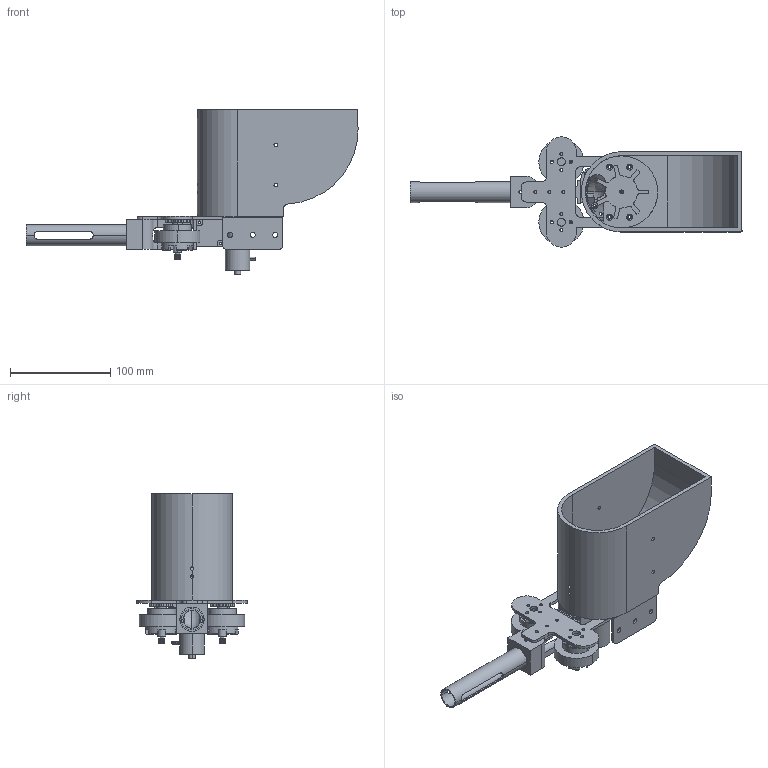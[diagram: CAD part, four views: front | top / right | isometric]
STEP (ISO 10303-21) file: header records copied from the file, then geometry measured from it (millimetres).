
FILE_DESCRIPTION (( 'STEP AP203' ), '1' );
FILE_NAME ('17mm楷扞儂凳蚾饜极.STEP', '2017-11-14T01:14:39', ( 'User' ), ( 'china' ), 'SwSTEP 2.0', 'SolidWorks 2016', '' );
FILE_SCHEMA (( 'CONFIG_CONTROL_DESIGN' ));
Length unit declared in the file: millimetre
Products named in the file (15): 藻笠謫; 絳奪; 茈芛揤粟; 俔⑻絳奪酘_2; 畢粟萇儂1; 弯曲导管右_默认镜向2; 畢謫17_3; 陔唳粟標ㄗ湮ㄘ; 17mm楷扞儂凳蚾饜极; 綜陳笢F450萇儂奻172016; 侯朝中步兵无刷电机底座2016; 侯朝中F450电机外圈2016_2212; 楷扞儂凳假蚾啣; 2312拸芃2016; 絳寢_3
Assembly tree (16 placements, depth 3):
  17mm楷扞儂凳蚾饜极
    楷扞儂凳假蚾啣
    絳寢_3
    絳奪
    俔⑻絳奪酘_2
    弯曲导管右_默认镜向2
    陔唳粟標ㄗ湮ㄘ
    2312拸芃2016  x2
      綜陳笢F450萇儂奻172016
      侯朝中步兵无刷电机底座2016
      侯朝中F450电机外圈2016_2212
    藻笠謫  x2
    茈芛揤粟
    畢粟萇儂1
    畢謫17_3
Bounding box: 330.91 x 110 x 163.8 mm (x, y, z)
Volume: 361493.7 mm3; surface area: 196044.4 mm2
Topology: 17 solids, 19 shells, 907 faces, 2500 edges, 1614 vertices
Faces by surface type: cylinder 484, plane 333, cone 46, bspline 24, torus 20
Entity records: 28868 total; most frequent: CARTESIAN_POINT 8026, ORIENTED_EDGE 4042, DIRECTION 4037, EDGE_CURVE 2021, AXIS2_PLACEMENT_3D 1556, VERTEX_POINT 1318, VECTOR 925, EDGE_LOOP 925
